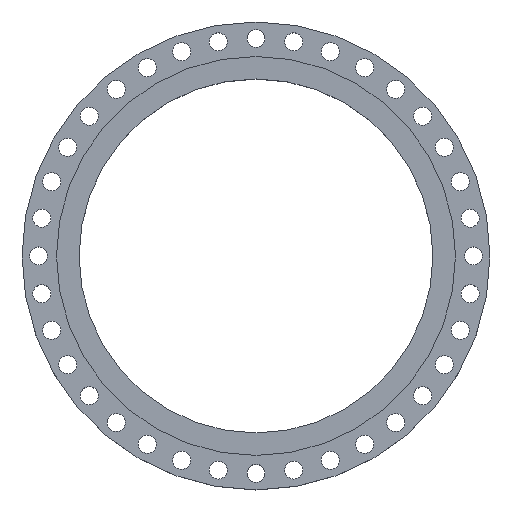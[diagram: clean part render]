
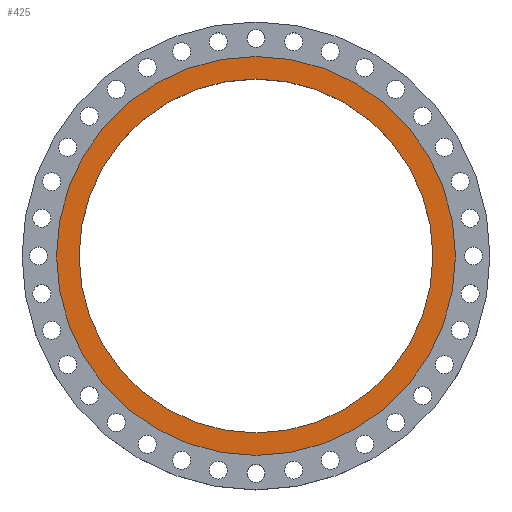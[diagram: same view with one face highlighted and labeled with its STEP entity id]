
A CAD part, top view. The second image highlights one B-rep face of the part: STEP entity #425.
In plain terms, the highlighted planar face has unit normal (0, 0, 1).
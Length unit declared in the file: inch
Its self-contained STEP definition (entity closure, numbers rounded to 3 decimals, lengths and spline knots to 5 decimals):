
#9 = ORIENTED_EDGE ( 'NONE', *, *, #2951, .T. ) ;
#140 = ORIENTED_EDGE ( 'NONE', *, *, #1615, .T. ) ;
#249 = PLANE ( 'NONE',  #2096 ) ;
#283 = CIRCLE ( 'NONE', #3138, 16.625 ) ;
#398 = VERTEX_POINT ( 'NONE', #842 ) ;
#425 = ADVANCED_FACE ( 'NONE', ( #1704, #2447 ), #249, .F. ) ;
#513 = VERTEX_POINT ( 'NONE', #1458 ) ;
#612 = EDGE_LOOP ( 'NONE', ( #140, #9 ) ) ;
#630 = DIRECTION ( 'NONE',  ( 1., 0., 0. ) ) ;
#731 = EDGE_LOOP ( 'NONE', ( #1620, #2926 ) ) ;
#769 = VERTEX_POINT ( 'NONE', #1904 ) ;
#782 = DIRECTION ( 'NONE',  ( 0., 0., 1. ) ) ;
#842 = CARTESIAN_POINT ( 'NONE',  ( -14.75, 0., 0. ) ) ;
#1005 = CIRCLE ( 'NONE', #2845, 14.75 ) ;
#1032 = EDGE_CURVE ( 'NONE', #398, #1664, #1005, .T. ) ;
#1077 = EDGE_CURVE ( 'NONE', #1664, #398, #1154, .T. ) ;
#1154 = CIRCLE ( 'NONE', #1314, 14.75 ) ;
#1267 = CARTESIAN_POINT ( 'NONE',  ( 0., 0., 0. ) ) ;
#1314 = AXIS2_PLACEMENT_3D ( 'NONE', #1440, #1632, #2187 ) ;
#1417 = DIRECTION ( 'NONE',  ( 0., 0., 1. ) ) ;
#1440 = CARTESIAN_POINT ( 'NONE',  ( 0., 0., 0. ) ) ;
#1458 = CARTESIAN_POINT ( 'NONE',  ( 16.625, 0., 0. ) ) ;
#1615 = EDGE_CURVE ( 'NONE', #513, #769, #283, .T. ) ;
#1620 = ORIENTED_EDGE ( 'NONE', *, *, #1077, .F. ) ;
#1632 = DIRECTION ( 'NONE',  ( 0., 0., 1. ) ) ;
#1634 = CARTESIAN_POINT ( 'NONE',  ( 14.75, 0., 0. ) ) ;
#1664 = VERTEX_POINT ( 'NONE', #1634 ) ;
#1686 = DIRECTION ( 'NONE',  ( 0., 0., -1. ) ) ;
#1704 = FACE_BOUND ( 'NONE', #731, .T. ) ;
#1780 = DIRECTION ( 'NONE',  ( 1., 0., 0. ) ) ;
#1886 = DIRECTION ( 'NONE',  ( 1., 0., 0. ) ) ;
#1904 = CARTESIAN_POINT ( 'NONE',  ( -16.625, 0., 0. ) ) ;
#1907 = AXIS2_PLACEMENT_3D ( 'NONE', #2812, #782, #1780 ) ;
#1955 = DIRECTION ( 'NONE',  ( -1., 0., 0. ) ) ;
#2096 = AXIS2_PLACEMENT_3D ( 'NONE', #2227, #1686, #1955 ) ;
#2187 = DIRECTION ( 'NONE',  ( 1., 0., 0. ) ) ;
#2227 = CARTESIAN_POINT ( 'NONE',  ( 0., 14.75, 0. ) ) ;
#2269 = DIRECTION ( 'NONE',  ( 0., 0., 1. ) ) ;
#2447 = FACE_OUTER_BOUND ( 'NONE', #612, .T. ) ;
#2661 = CARTESIAN_POINT ( 'NONE',  ( 0., 0., 0. ) ) ;
#2812 = CARTESIAN_POINT ( 'NONE',  ( 0., 0., 0. ) ) ;
#2845 = AXIS2_PLACEMENT_3D ( 'NONE', #2661, #1417, #630 ) ;
#2926 = ORIENTED_EDGE ( 'NONE', *, *, #1032, .F. ) ;
#2951 = EDGE_CURVE ( 'NONE', #769, #513, #3107, .T. ) ;
#3107 = CIRCLE ( 'NONE', #1907, 16.625 ) ;
#3138 = AXIS2_PLACEMENT_3D ( 'NONE', #1267, #2269, #1886 ) ;
